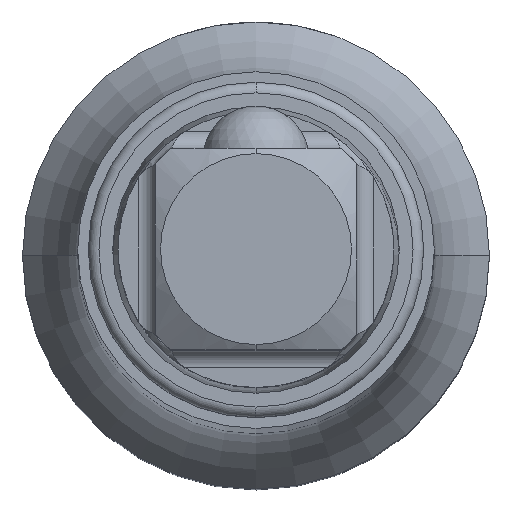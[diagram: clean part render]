
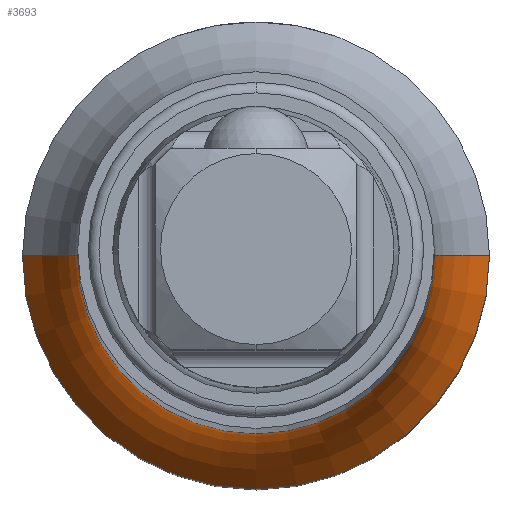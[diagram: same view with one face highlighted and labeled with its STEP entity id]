
A CAD part, top view. The second image highlights one B-rep face of the part: STEP entity #3693.
In plain terms, the highlighted toroidal (fillet/blend) face has major radius 18.4 mm and minor radius 10 mm.
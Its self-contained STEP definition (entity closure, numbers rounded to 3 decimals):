
#3205=CARTESIAN_POINT('',(0.,0.,27.2));
#3206=DIRECTION('',(0.,0.,1.));
#3207=DIRECTION('',(1.,0.,0.));
#3208=AXIS2_PLACEMENT_3D('',#3205,#3206,#3207);
#3213=CARTESIAN_POINT('',(18.4,0.,
33.926));
#3214=DIRECTION('',(0.,1.,0.));
#3215=DIRECTION('',(-0.74,0.,-0.673));
#3216=AXIS2_PLACEMENT_3D('',#3213,#3214,#3215);
#3221=CARTESIAN_POINT('',(-18.4,0.,
33.926));
#3222=DIRECTION('',(0.,-1.,0.));
#3223=DIRECTION('',(0.74,0.,-0.673));
#3224=AXIS2_PLACEMENT_3D('',#3221,#3222,#3223);
#3400=CARTESIAN_POINT('',(0.,0.,33.926));
#3401=DIRECTION('',(0.,0.,1.));
#3402=DIRECTION('',(1.,0.,0.));
#3403=AXIS2_PLACEMENT_3D('',#3400,#3401,#3402);
#3415=CARTESIAN_POINT('',(-11.,0.,27.2));
#3416=CARTESIAN_POINT('',(11.,0.,27.2));
#3417=VERTEX_POINT('',#3415);
#3418=VERTEX_POINT('',#3416);
#3419=CARTESIAN_POINT('',(-8.4,0.,33.926));
#3420=CARTESIAN_POINT('',(8.4,0.,33.926));
#3421=VERTEX_POINT('',#3419);
#3422=VERTEX_POINT('',#3420);
#3679=CARTESIAN_POINT('',(0.,0.,33.926));
#3680=DIRECTION('',(0.,0.,1.));
#3681=DIRECTION('',(1.,0.,0.));
#3682=AXIS2_PLACEMENT_3D('',#3679,#3680,#3681);
#3683=TOROIDAL_SURFACE('',#3682,18.4,10.);
#3684=ORIENTED_EDGE('',*,*,#3673,.F.);
#3686=ORIENTED_EDGE('',*,*,#3685,.T.);
#3688=ORIENTED_EDGE('',*,*,#3687,.T.);
#3690=ORIENTED_EDGE('',*,*,#3689,.F.);
#3691=EDGE_LOOP('',(#3684,#3686,#3688,#3690));
#3692=FACE_OUTER_BOUND('',#3691,.F.);
#3693=ADVANCED_FACE('',(#3692),#3683,.F.);
#3209=CIRCLE('',#3208,11.);
#3217=CIRCLE('',#3216,10.);
#3225=CIRCLE('',#3224,10.);
#3404=CIRCLE('',#3403,8.4);
#3673=EDGE_CURVE('',#3418,#3417,#3209,.T.);
#3685=EDGE_CURVE('',#3418,#3422,#3217,.T.);
#3687=EDGE_CURVE('',#3422,#3421,#3404,.T.);
#3689=EDGE_CURVE('',#3417,#3421,#3225,.T.);
